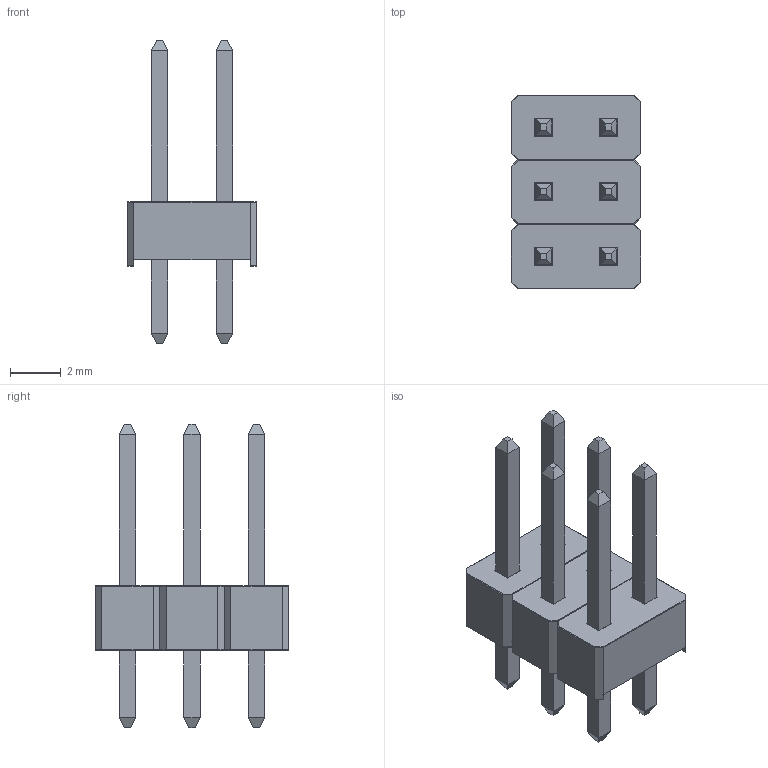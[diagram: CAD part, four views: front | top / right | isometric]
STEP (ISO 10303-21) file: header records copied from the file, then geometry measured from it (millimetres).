
FILE_DESCRIPTION(('FreeCAD Model'),'2;1');
FILE_NAME('Open CASCADE Shape Model','2021-11-07T10:24:16',(''),(''), 'Open CASCADE STEP processor 7.5','FreeCAD','Unknown');
FILE_SCHEMA(('AUTOMOTIVE_DESIGN { 1 0 10303 214 1 1 1 1 }'));
Length unit declared in the file: millimetre
Products named in the file (1): Fusion001
Bounding box: 5.08 x 7.62 x 11.94 mm (x, y, z)
Volume: 111.9 mm3; surface area: 302.1 mm2
Topology: 1 solids, 1 shells, 248 faces, 550 edges, 318 vertices
Faces by surface type: plane 242, bspline 6
Entity records: 16078 total; most frequent: CARTESIAN_POINT 3954, DIRECTION 2094, LINE 1608, VECTOR 1608, ORIENTED_EDGE 1100, PCURVE 1100, DEFINITIONAL_REPRESENTATION 1100, EDGE_CURVE 550
